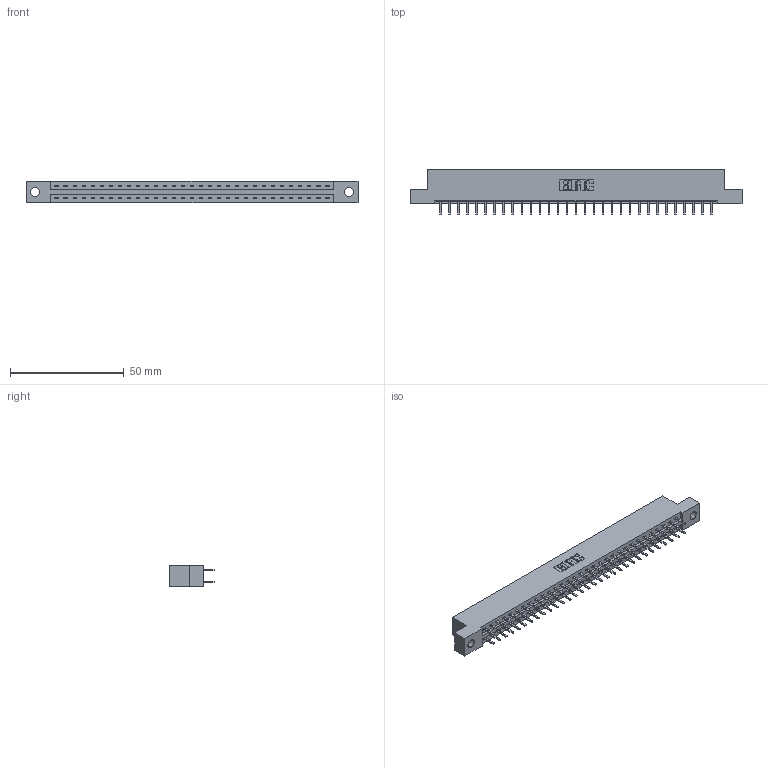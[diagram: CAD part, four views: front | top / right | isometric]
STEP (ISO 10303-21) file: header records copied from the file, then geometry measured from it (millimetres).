
FILE_DESCRIPTION (( 'STEP AP203' ), '1' );
FILE_NAME ('387-062-520-204.STEP', '2018-09-21T04:33:27', ( '' ), ( '' ), 'SwSTEP 2.0', 'SolidWorks 2016', '' );
FILE_SCHEMA (( 'CONFIG_CONTROL_DESIGN' ));
Length unit declared in the file: inch
Products named in the file (3): 387-062-520-204; 337 Part_Flush Mounting Lugs - 0.156 Dia-TH; 345-292-001_345-293-120
Assembly tree (63 placements, depth 2):
  387-062-520-204
    337 Part_Flush Mounting Lugs - 0.156 Dia-TH
    345-292-001_345-293-120  x62
Bounding box: 145.85 x 20.02 x 9.4 mm (x, y, z)
Volume: 15109 mm3; surface area: 16693.5 mm2
Topology: 63 solids, 63 shells, 3710 faces, 10789 edges, 7026 vertices
Faces by surface type: plane 2550, cylinder 1160
Entity records: 25575 total; most frequent: CARTESIAN_POINT 4330, ORIENTED_EDGE 4254, DIRECTION 3691, EDGE_CURVE 2127, LINE 1995, VECTOR 1995, VERTEX_POINT 1414, AXIS2_PLACEMENT_3D 848
